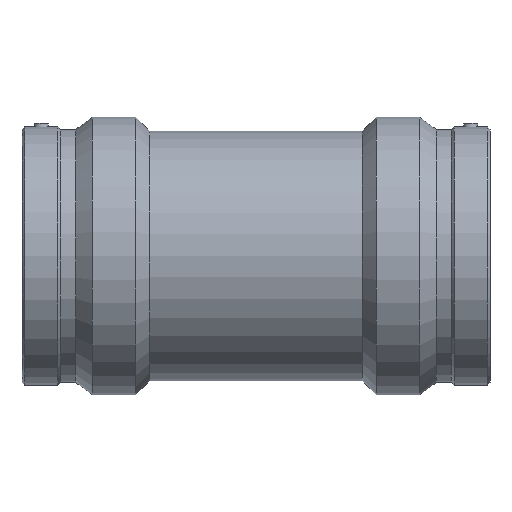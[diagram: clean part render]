
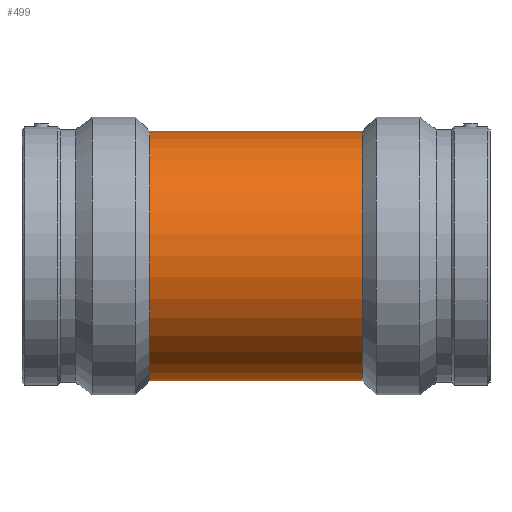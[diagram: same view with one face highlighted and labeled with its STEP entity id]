
A CAD part, top view. The second image highlights one B-rep face of the part: STEP entity #499.
In plain terms, the highlighted cylindrical face has radius 131.85 mm (diameter 263.7 mm), a full revolution.
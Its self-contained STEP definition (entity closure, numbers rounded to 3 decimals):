
#30=B_SPLINE_CURVE_WITH_KNOTS('',3,(#865,#866,#867,#868,#869,#870,#871,
#872,#873,#874,#875,#876,#877,#878,#879,#880,#881,#882,#883,#884,#885,#886,
#887,#888,#889,#890,#891,#892,#893,#894,#895,#896,#897,#898,#899,#900,#901,
#902,#903,#904,#905,#906,#907,#908,#909,#910,#911,#912,#913,#914,#915,#916,
#917,#918,#919,#920,#921,#922,#923,#924,#925,#926,#927,#928,#929,#930),
 .UNSPECIFIED.,.T.,.F.,(4,2,2,2,2,2,2,2,2,2,2,2,2,2,2,2,2,2,2,2,2,2,2,2,
2,2,2,2,2,2,2,2,4),(0.,1.105,2.21,3.315,
4.42,5.523,6.627,7.73,8.833,
9.937,11.04,12.143,13.247,14.352,
15.457,16.562,17.667,18.772,19.877,
20.982,22.087,23.19,24.293,25.397,
26.5,27.604,28.707,29.81,30.914,
32.019,33.124,34.229,35.334),
 .UNSPECIFIED.);
#69=FACE_BOUND('',#187,.T.);
#70=FACE_BOUND('',#188,.T.);
#117=FACE_OUTER_BOUND('',#186,.T.);
#186=EDGE_LOOP('',(#412));
#187=EDGE_LOOP('',(#413));
#188=EDGE_LOOP('',(#414));
#251=CIRCLE('',#568,131.85);
#252=CIRCLE('',#570,131.85);
#276=VERTEX_POINT('',#864);
#297=VERTEX_POINT('',#1058);
#298=VERTEX_POINT('',#1061);
#322=EDGE_CURVE('',#276,#276,#30,.T.);
#343=EDGE_CURVE('',#297,#297,#251,.T.);
#344=EDGE_CURVE('',#298,#298,#252,.T.);
#412=ORIENTED_EDGE('',*,*,#343,.T.);
#413=ORIENTED_EDGE('',*,*,#322,.T.);
#414=ORIENTED_EDGE('',*,*,#344,.F.);
#465=CYLINDRICAL_SURFACE('',#569,131.85);
#499=ADVANCED_FACE('',(#117,#69,#70),#465,.T.);
#568=AXIS2_PLACEMENT_3D('',#1059,#704,#705);
#569=AXIS2_PLACEMENT_3D('',#1060,#706,#707);
#570=AXIS2_PLACEMENT_3D('',#1062,#708,#709);
#704=DIRECTION('center_axis',(1.,0.,0.));
#705=DIRECTION('ref_axis',(0.,0.,-1.));
#706=DIRECTION('center_axis',(1.,0.,0.));
#707=DIRECTION('ref_axis',(0.,1.,0.));
#708=DIRECTION('center_axis',(1.,0.,0.));
#709=DIRECTION('ref_axis',(0.,0.,-1.));
#864=CARTESIAN_POINT('',(0.,-57.75,-118.53));
#865=CARTESIAN_POINT('Ctrl Pts',(0.,-57.75,-118.53));
#866=CARTESIAN_POINT('Ctrl Pts',(3.683,-57.75,-118.53));
#867=CARTESIAN_POINT('Ctrl Pts',(7.473,-57.392,-118.707));
#868=CARTESIAN_POINT('Ctrl Pts',(14.977,-55.905,-119.414));
#869=CARTESIAN_POINT('Ctrl Pts',(18.69,-54.777,-119.944));
#870=CARTESIAN_POINT('Ctrl Pts',(25.786,-51.816,-121.252));
#871=CARTESIAN_POINT('Ctrl Pts',(29.174,-49.982,-122.03));
#872=CARTESIAN_POINT('Ctrl Pts',(35.43,-45.761,-123.675));
#873=CARTESIAN_POINT('Ctrl Pts',(38.297,-43.373,-124.54));
#874=CARTESIAN_POINT('Ctrl Pts',(43.37,-38.301,-126.192));
#875=CARTESIAN_POINT('Ctrl Pts',(45.756,-35.436,-127.04));
#876=CARTESIAN_POINT('Ctrl Pts',(49.979,-29.179,-128.621));
#877=CARTESIAN_POINT('Ctrl Pts',(51.816,-25.788,-129.354));
#878=CARTESIAN_POINT('Ctrl Pts',(54.778,-18.687,-130.569));
#879=CARTESIAN_POINT('Ctrl Pts',(55.907,-14.97,-131.052));
#880=CARTESIAN_POINT('Ctrl Pts',(57.393,-7.466,-131.692));
#881=CARTESIAN_POINT('Ctrl Pts',(57.75,-3.678,-131.85));
#882=CARTESIAN_POINT('Ctrl Pts',(57.75,3.678,-131.85));
#883=CARTESIAN_POINT('Ctrl Pts',(57.393,7.466,-131.692));
#884=CARTESIAN_POINT('Ctrl Pts',(55.907,14.97,-131.052));
#885=CARTESIAN_POINT('Ctrl Pts',(54.778,18.687,-130.569));
#886=CARTESIAN_POINT('Ctrl Pts',(51.816,25.788,-129.354));
#887=CARTESIAN_POINT('Ctrl Pts',(49.979,29.179,-128.621));
#888=CARTESIAN_POINT('Ctrl Pts',(45.756,35.436,-127.04));
#889=CARTESIAN_POINT('Ctrl Pts',(43.37,38.301,-126.192));
#890=CARTESIAN_POINT('Ctrl Pts',(38.297,43.373,-124.54));
#891=CARTESIAN_POINT('Ctrl Pts',(35.43,45.761,-123.675));
#892=CARTESIAN_POINT('Ctrl Pts',(29.174,49.982,-122.03));
#893=CARTESIAN_POINT('Ctrl Pts',(25.786,51.816,-121.252));
#894=CARTESIAN_POINT('Ctrl Pts',(18.69,54.777,-119.944));
#895=CARTESIAN_POINT('Ctrl Pts',(14.977,55.905,-119.414));
#896=CARTESIAN_POINT('Ctrl Pts',(7.473,57.392,-118.707));
#897=CARTESIAN_POINT('Ctrl Pts',(3.683,57.75,-118.53));
#898=CARTESIAN_POINT('Ctrl Pts',(-3.683,57.75,-118.53));
#899=CARTESIAN_POINT('Ctrl Pts',(-7.473,57.392,-118.707));
#900=CARTESIAN_POINT('Ctrl Pts',(-14.977,55.905,-119.414));
#901=CARTESIAN_POINT('Ctrl Pts',(-18.69,54.777,-119.944));
#902=CARTESIAN_POINT('Ctrl Pts',(-25.786,51.816,-121.252));
#903=CARTESIAN_POINT('Ctrl Pts',(-29.174,49.982,-122.03));
#904=CARTESIAN_POINT('Ctrl Pts',(-35.43,45.761,-123.675));
#905=CARTESIAN_POINT('Ctrl Pts',(-38.297,43.373,-124.54));
#906=CARTESIAN_POINT('Ctrl Pts',(-43.37,38.301,-126.192));
#907=CARTESIAN_POINT('Ctrl Pts',(-45.756,35.436,-127.04));
#908=CARTESIAN_POINT('Ctrl Pts',(-49.979,29.179,-128.621));
#909=CARTESIAN_POINT('Ctrl Pts',(-51.816,25.788,-129.354));
#910=CARTESIAN_POINT('Ctrl Pts',(-54.778,18.687,-130.569));
#911=CARTESIAN_POINT('Ctrl Pts',(-55.907,14.97,-131.052));
#912=CARTESIAN_POINT('Ctrl Pts',(-57.393,7.466,-131.692));
#913=CARTESIAN_POINT('Ctrl Pts',(-57.75,3.678,-131.85));
#914=CARTESIAN_POINT('Ctrl Pts',(-57.75,-3.678,-131.85));
#915=CARTESIAN_POINT('Ctrl Pts',(-57.393,-7.466,-131.692));
#916=CARTESIAN_POINT('Ctrl Pts',(-55.907,-14.97,-131.052));
#917=CARTESIAN_POINT('Ctrl Pts',(-54.778,-18.687,-130.569));
#918=CARTESIAN_POINT('Ctrl Pts',(-51.816,-25.788,-129.354));
#919=CARTESIAN_POINT('Ctrl Pts',(-49.979,-29.179,-128.621));
#920=CARTESIAN_POINT('Ctrl Pts',(-45.756,-35.436,-127.04));
#921=CARTESIAN_POINT('Ctrl Pts',(-43.37,-38.301,-126.192));
#922=CARTESIAN_POINT('Ctrl Pts',(-38.297,-43.373,-124.54));
#923=CARTESIAN_POINT('Ctrl Pts',(-35.43,-45.761,-123.675));
#924=CARTESIAN_POINT('Ctrl Pts',(-29.174,-49.982,-122.03));
#925=CARTESIAN_POINT('Ctrl Pts',(-25.786,-51.816,-121.252));
#926=CARTESIAN_POINT('Ctrl Pts',(-18.69,-54.777,-119.944));
#927=CARTESIAN_POINT('Ctrl Pts',(-14.977,-55.905,-119.414));
#928=CARTESIAN_POINT('Ctrl Pts',(-7.473,-57.392,-118.707));
#929=CARTESIAN_POINT('Ctrl Pts',(-3.683,-57.75,-118.53));
#930=CARTESIAN_POINT('Ctrl Pts',(0.,-57.75,-118.53));
#1058=CARTESIAN_POINT('',(-112.385,131.85,0.));
#1059=CARTESIAN_POINT('Origin',(-112.385,0.,0.));
#1060=CARTESIAN_POINT('Origin',(0.,0.,0.));
#1061=CARTESIAN_POINT('',(112.385,131.85,0.));
#1062=CARTESIAN_POINT('Origin',(112.385,0.,0.));
